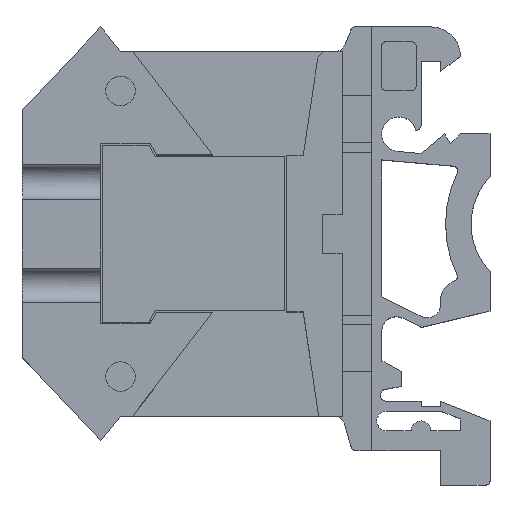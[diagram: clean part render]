
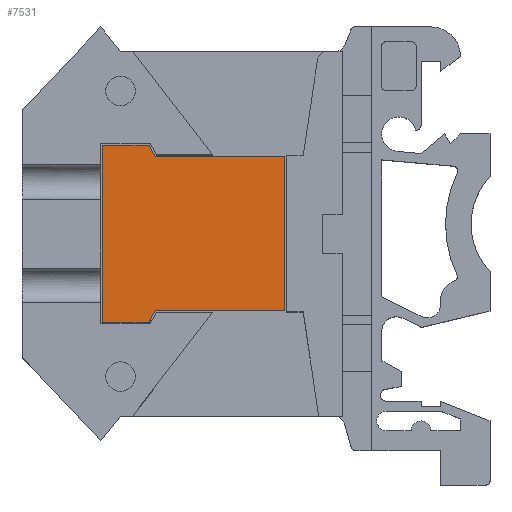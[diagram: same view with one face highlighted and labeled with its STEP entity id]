
A CAD part, top view. The second image highlights one B-rep face of the part: STEP entity #7531.
In plain terms, the highlighted planar face has unit normal (0, 0, 1).
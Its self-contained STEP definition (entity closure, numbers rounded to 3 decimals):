
#75 = CARTESIAN_POINT ( 'NONE',  ( 26.642, -7.8, 8.1 ) ) ;
#322 = CARTESIAN_POINT ( 'NONE',  ( 8.2, -8.067, 8.1 ) ) ;
#384 = EDGE_CURVE ( 'NONE', #5455, #5991, #7545, .T. ) ;
#399 = ORIENTED_EDGE ( 'NONE', *, *, #9889, .T. ) ;
#864 = CARTESIAN_POINT ( 'NONE',  ( 26.642, 7.8, 8.1 ) ) ;
#1121 = CARTESIAN_POINT ( 'NONE',  ( 26.642, -7.8, 8.1 ) ) ;
#1822 = VECTOR ( 'NONE', #8622, 1000. ) ;
#1839 = LINE ( 'NONE', #322, #1822 ) ;
#2010 = VECTOR ( 'NONE', #10534, 1000. ) ;
#2057 = LINE ( 'NONE', #75, #2010 ) ;
#2427 = DIRECTION ( 'NONE',  ( -1., 0., 0. ) ) ;
#2630 = ORIENTED_EDGE ( 'NONE', *, *, #384, .T. ) ;
#2776 = ORIENTED_EDGE ( 'NONE', *, *, #11145, .T. ) ;
#3045 = LINE ( 'NONE', #11047, #3157 ) ;
#3157 = VECTOR ( 'NONE', #11035, 1000. ) ;
#3184 = EDGE_CURVE ( 'NONE', #7053, #7438, #3045, .T. ) ;
#3231 = VERTEX_POINT ( 'NONE', #10703 ) ;
#3719 = VERTEX_POINT ( 'NONE', #1121 ) ;
#3835 = EDGE_CURVE ( 'NONE', #3719, #5777, #2057, .T. ) ;
#3880 = DIRECTION ( 'NONE',  ( 0.474, 0.881, 0. ) ) ;
#4001 = CARTESIAN_POINT ( 'NONE',  ( 12.899, -8.957, 8.1 ) ) ;
#4288 = CARTESIAN_POINT ( 'NONE',  ( 13.522, 7.8, 8.1 ) ) ;
#4361 = VECTOR ( 'NONE', #7098, 1000. ) ;
#4445 = VERTEX_POINT ( 'NONE', #7595 ) ;
#4492 = LINE ( 'NONE', #7937, #4361 ) ;
#5168 = CARTESIAN_POINT ( 'NONE',  ( 13.522, 7.8, 8.1 ) ) ;
#5192 = DIRECTION ( 'NONE',  ( -0.474, 0.881, 0. ) ) ;
#5455 = VERTEX_POINT ( 'NONE', #4288 ) ;
#5476 = LINE ( 'NONE', #7879, #5542 ) ;
#5542 = VECTOR ( 'NONE', #2427, 1000. ) ;
#5694 = DIRECTION ( 'NONE',  ( 1., 0., 0. ) ) ;
#5709 = DIRECTION ( 'NONE',  ( 0., 0., 1. ) ) ;
#5747 = CARTESIAN_POINT ( 'NONE',  ( 0., -22., 8.1 ) ) ;
#5777 = VERTEX_POINT ( 'NONE', #864 ) ;
#5813 = PLANE ( 'NONE',  #10729 ) ;
#5991 = VERTEX_POINT ( 'NONE', #10658 ) ;
#6545 = ORIENTED_EDGE ( 'NONE', *, *, #3184, .T. ) ;
#6921 = CARTESIAN_POINT ( 'NONE',  ( 12.899, -8.957, 8.1 ) ) ;
#7014 = EDGE_CURVE ( 'NONE', #5991, #4445, #8803, .T. ) ;
#7053 = VERTEX_POINT ( 'NONE', #10515 ) ;
#7069 = ORIENTED_EDGE ( 'NONE', *, *, #3835, .T. ) ;
#7072 = EDGE_CURVE ( 'NONE', #7438, #3231, #8651, .T. ) ;
#7098 = DIRECTION ( 'NONE',  ( 1., 0., 0. ) ) ;
#7312 = EDGE_LOOP ( 'NONE', ( #8535, #399, #7069, #10491, #2630, #9094, #2776, #6545 ) ) ;
#7438 = VERTEX_POINT ( 'NONE', #6921 ) ;
#7522 = VECTOR ( 'NONE', #5192, 1000. ) ;
#7531 = ADVANCED_FACE ( 'NONE', ( #8032 ), #5813, .T. ) ;
#7545 = LINE ( 'NONE', #5168, #7522 ) ;
#7595 = CARTESIAN_POINT ( 'NONE',  ( 8.2, 8.957, 8.1 ) ) ;
#7879 = CARTESIAN_POINT ( 'NONE',  ( 19.333, 7.8, 8.1 ) ) ;
#7937 = CARTESIAN_POINT ( 'NONE',  ( 19.333, -7.8, 8.1 ) ) ;
#8032 = FACE_OUTER_BOUND ( 'NONE', #7312, .T. ) ;
#8284 = DIRECTION ( 'NONE',  ( -1., 0., 0. ) ) ;
#8535 = ORIENTED_EDGE ( 'NONE', *, *, #7072, .T. ) ;
#8622 = DIRECTION ( 'NONE',  ( 0., -1., 0. ) ) ;
#8651 = LINE ( 'NONE', #4001, #8703 ) ;
#8703 = VECTOR ( 'NONE', #3880, 1000. ) ;
#8803 = LINE ( 'NONE', #9509, #8854 ) ;
#8854 = VECTOR ( 'NONE', #8284, 1000. ) ;
#9094 = ORIENTED_EDGE ( 'NONE', *, *, #7014, .T. ) ;
#9247 = EDGE_CURVE ( 'NONE', #5777, #5455, #5476, .T. ) ;
#9509 = CARTESIAN_POINT ( 'NONE',  ( 12.899, 8.957, 8.1 ) ) ;
#9889 = EDGE_CURVE ( 'NONE', #3231, #3719, #4492, .T. ) ;
#10491 = ORIENTED_EDGE ( 'NONE', *, *, #9247, .T. ) ;
#10515 = CARTESIAN_POINT ( 'NONE',  ( 8.2, -8.957, 8.1 ) ) ;
#10534 = DIRECTION ( 'NONE',  ( 0., 1., 0. ) ) ;
#10658 = CARTESIAN_POINT ( 'NONE',  ( 12.899, 8.957, 8.1 ) ) ;
#10703 = CARTESIAN_POINT ( 'NONE',  ( 13.522, -7.8, 8.1 ) ) ;
#10729 = AXIS2_PLACEMENT_3D ( 'NONE', #5747, #5709, #5694 ) ;
#11035 = DIRECTION ( 'NONE',  ( 1., 0., 0. ) ) ;
#11047 = CARTESIAN_POINT ( 'NONE',  ( 8.2, -8.957, 8.1 ) ) ;
#11145 = EDGE_CURVE ( 'NONE', #4445, #7053, #1839, .T. ) ;
